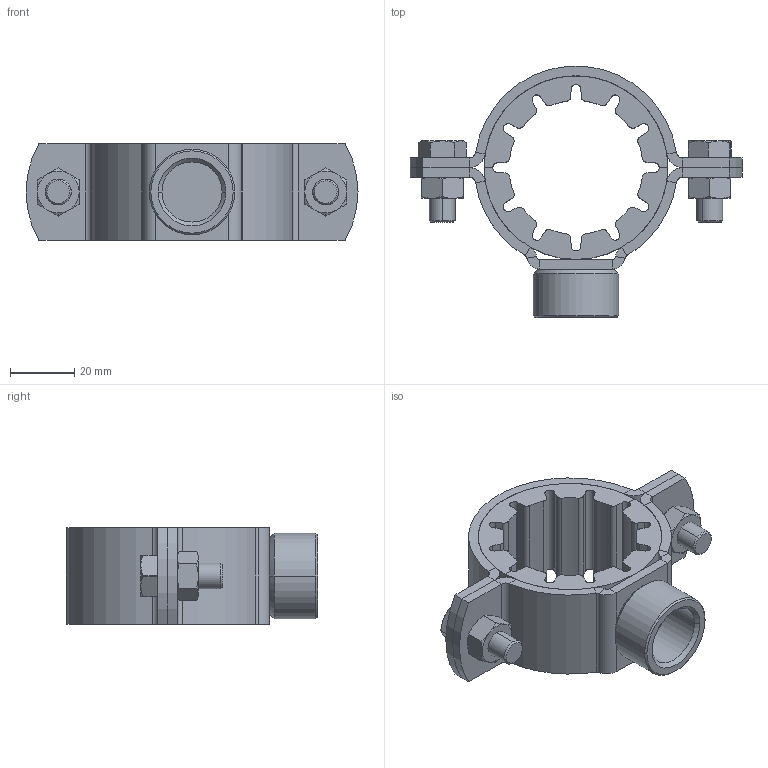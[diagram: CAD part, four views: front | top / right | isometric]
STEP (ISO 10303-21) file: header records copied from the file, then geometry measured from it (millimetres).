
FILE_DESCRIPTION (( 'STEP AP203' ), '1' );
FILE_NAME ('51.852.STEP', '2019-11-21T16:23:27', ( '' ), ( '' ), 'SwSTEP 2.0', 'SolidWorks 2019', '' );
FILE_SCHEMA (( 'CONFIG_CONTROL_DESIGN' ));
Length unit declared in the file: millimetre
Products named in the file (8): 1000003262; 1000003426_03 - Gr. 38-40 - H-17114.603; 1000003389_03 - Gr. 38-40 - H-17112.003; 1000003447_Nur f〉 Veranschaulichung 3D; 1000003484; 1000003486; 1000003418_03 - Gr. 38-40 - H-17113.003; 51.852
Assembly tree (10 placements, depth 3):
  51.852
    1000003426_03 - Gr. 38-40 - H-17114.603
      1000003418_03 - Gr. 38-40 - H-17113.003
      1000003262
    1000003389_03 - Gr. 38-40 - H-17112.003
    1000003447_Nur f〉 Veranschaulichung 3D  x2
    1000003484  x2
    1000003486  x2
Bounding box: 103 x 77.89 x 30 mm (x, y, z)
Volume: 61962.4 mm3; surface area: 37571.4 mm2
Topology: 9 solids, 9 shells, 306 faces, 726 edges, 440 vertices
Faces by surface type: cylinder 122, plane 122, cone 62
Entity records: 6647 total; most frequent: CARTESIAN_POINT 1129, DIRECTION 1045, ORIENTED_EDGE 914, EDGE_CURVE 457, AXIS2_PLACEMENT_3D 412, VERTEX_POINT 272, VECTOR 221, LINE 221
